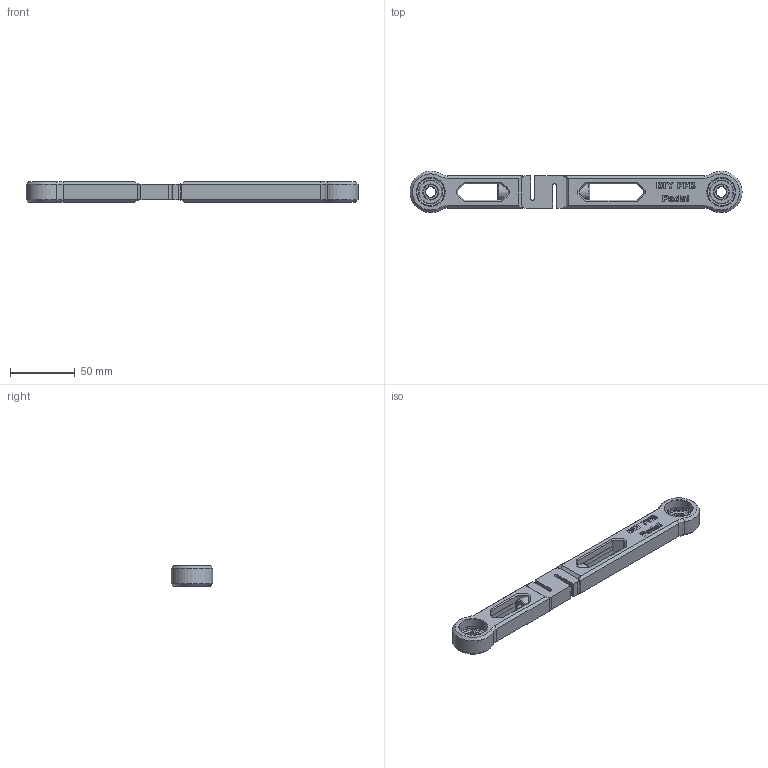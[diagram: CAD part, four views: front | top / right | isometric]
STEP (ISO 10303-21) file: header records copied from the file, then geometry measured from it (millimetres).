
FILE_DESCRIPTION(/* description */ (''),/* implementation_level */ '2;1');
FILE_NAME(/* name */ 'DYLY-107_Loadcell_Arm v47.step',/* time_stamp */ '2025-08-19T21:25:43+02:00',/* author */ (''),/* organization */ (''),/* preprocessor_version */ 'ST-DEVELOPER v20.1',/* originating_system */ 'Autodesk Translation Framework v14.10.0.0',/* authorisation */ '');
FILE_SCHEMA (('AUTOMOTIVE_DESIGN { 1 0 10303 214 3 1 1 }'));
Length unit declared in the file: millimetre
Products named in the file (24): DYLY-107_Loadcell_Arm; DYLY-107; 608-2RS Skate Board Ball Bearing; Ball 001; Ball 002; Ball 003; Ball 004; Ball 005; Ball 006; Ball 007; Outer Ring001; Inner Ring001; Seal 001; Seal 002; Cage 001; Cage clone 002; Rivet 002; Rivet 001; Rivet 007; Rivet 006; Rivet 005; Rivet 004; Rivet 003; BSHCS ANSI B18.3.1M - M8x1.25 x 16 Stahlklasse 2 Einfach
Assembly tree (25 placements, depth 3):
  DYLY-107_Loadcell_Arm
    DYLY-107
    608-2RS Skate Board Ball Bearing  x2
      Ball 001
      Ball 002
      Ball 003
      Ball 004
      Ball 005
      Ball 006
      Ball 007
      Outer Ring001
      Inner Ring001
      Seal 001
      Seal 002
      Cage 001
      Cage clone 002
      Rivet 002
      Rivet 001
      Rivet 007
      Rivet 006
      Rivet 005
      Rivet 004
      Rivet 003
    BSHCS ANSI B18.3.1M - M8x1.25 x 16 Stahlklasse 2 Einfach  x2
Bounding box: 257 x 32 x 16 mm (x, y, z)
Volume: 73625.3 mm3; surface area: 34440.4 mm2
Topology: 45 solids, 45 shells, 1056 faces, 2668 edges, 1742 vertices
Faces by surface type: plane 442, bspline 322, cylinder 142, sphere 98, cone 30, torus 22
Full cylindrical faces by diameter (mm): 0.5 x42, 7.866 x2, 8 x4, 11 x8, 11.4 x4, 12 x8, 13 x10, 17 x8, 18 x8, 18.4 x4, 19 x8, 21.6 x2, 22 x2, 22.1 x4
Entity records: 36646 total; most frequent: CARTESIAN_POINT 18191, ORIENTED_EDGE 4064, DIRECTION 2934, EDGE_CURVE 2032, VERTEX_POINT 1343, LINE 986, VECTOR 986, AXIS2_PLACEMENT_3D 974
